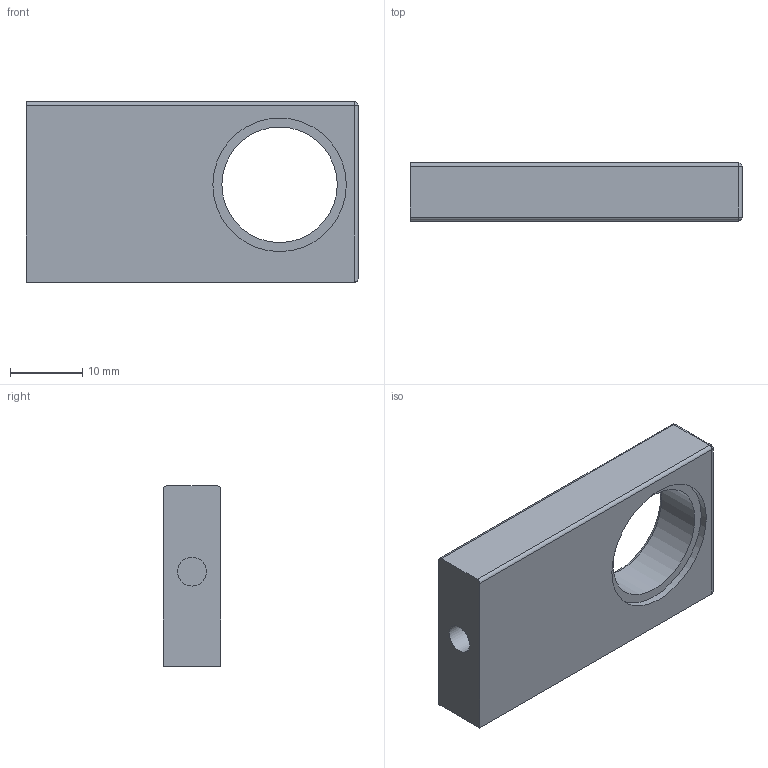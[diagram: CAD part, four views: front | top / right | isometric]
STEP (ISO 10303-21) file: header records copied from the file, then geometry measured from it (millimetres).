
FILE_DESCRIPTION(/* description */ (''),/* implementation_level */ '2;1');
FILE_NAME(/* name */ 'pulley holder 2.stp',/* time_stamp */ '2020-11-19T20:26:46+03:00',/* author */ ('Max'),/* organization */ (''),/* preprocessor_version */ 'ST-DEVELOPER v16.5',/* originating_system */ 'Autodesk Inventor 2017',/* authorisation */ '');
FILE_SCHEMA (('AUTOMOTIVE_DESIGN { 1 0 10303 214 3 1 1 }'));
Length unit declared in the file: millimetre
Products named in the file (1): держатель \X2\0448043A
 2
Bounding box: 46 x 8 x 25 mm (x, y, z)
Volume: 7387 mm3; surface area: 3524.7 mm2
Topology: 1 solids, 1 shells, 22 faces, 42 edges, 25 vertices
Faces by surface type: cylinder 10, plane 9, sphere 2, torus 1
Full cylindrical faces by diameter (mm): 4 x2, 16 x1, 18.5 x1
Entity records: 556 total; most frequent: DIRECTION 102, CARTESIAN_POINT 85, ORIENTED_EDGE 74, AXIS2_PLACEMENT_3D 42, EDGE_CURVE 37, EDGE_LOOP 32, VERTEX_POINT 25, FACE_OUTER_BOUND 22
